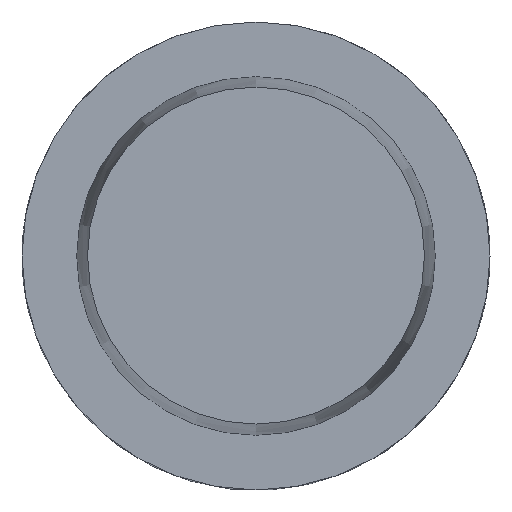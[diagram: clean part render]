
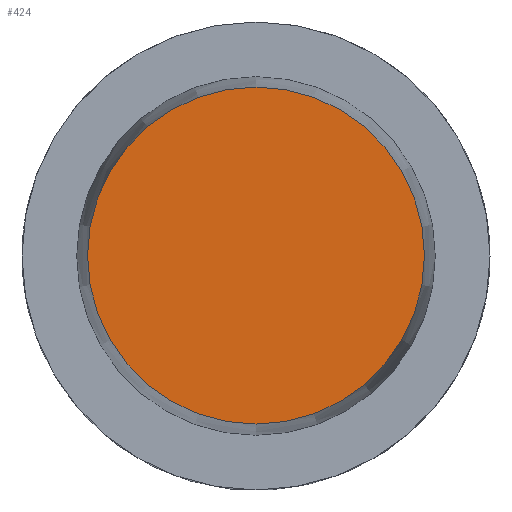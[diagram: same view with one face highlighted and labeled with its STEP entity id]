
A CAD part, top view. The second image highlights one B-rep face of the part: STEP entity #424.
In plain terms, the highlighted planar face has unit normal (0, 0, 1).
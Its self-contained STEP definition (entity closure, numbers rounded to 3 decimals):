
#424=ADVANCED_FACE('240[2]',(#932),#933,.T.);
#510=EDGE_CURVE('240[2]',#1039,#1039,#1040,.T.);
#932=FACE_OUTER_BOUND('',#1820,.T.);
#933=PLANE('',#1821);
#1039=VERTEX_POINT('',#2003);
#1040=CIRCLE('',#2004,18.);
#1820=EDGE_LOOP('',(#2494));
#1821=AXIS2_PLACEMENT_3D('',#2495,#2496,#2497);
#2003=CARTESIAN_POINT('',(0.,18.,25.0));
#2004=AXIS2_PLACEMENT_3D('',#2652,#2653,#2654);
#2494=ORIENTED_EDGE('',*,*,#510,.F.);
#2495=CARTESIAN_POINT('',(0.,9.,25.0));
#2496=DIRECTION('',(0.,0.,1.0));
#2497=DIRECTION('',(1.0,0.,0.0));
#2652=CARTESIAN_POINT('',(0.,0.,25.0));
#2653=DIRECTION('',(0.,0.,-1.0));
#2654=DIRECTION('',(0.,1.0,0.));
